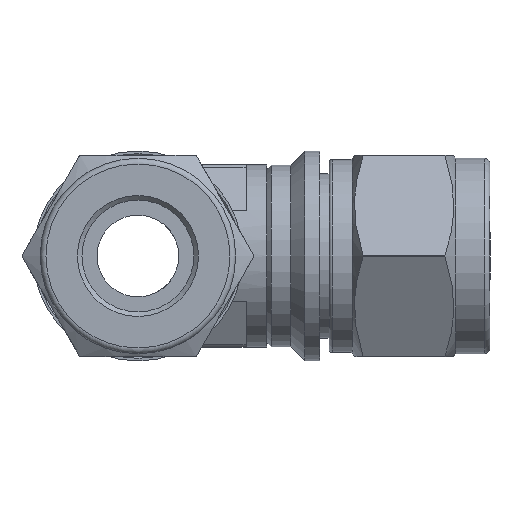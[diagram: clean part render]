
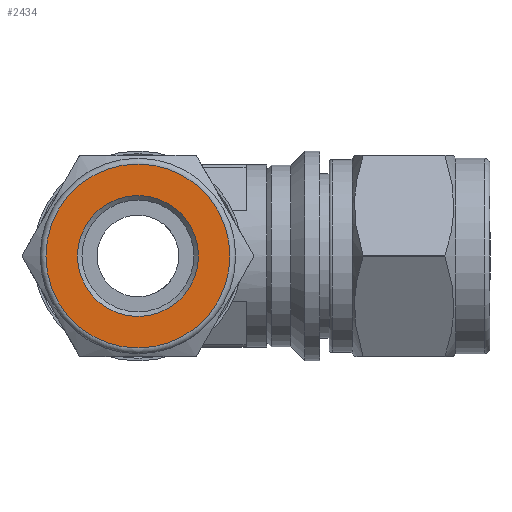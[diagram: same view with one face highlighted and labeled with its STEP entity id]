
A CAD part, left-side view. The second image highlights one B-rep face of the part: STEP entity #2434.
In plain terms, the highlighted planar face has unit normal (-1, 0, 0).
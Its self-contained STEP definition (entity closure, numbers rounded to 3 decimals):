
#62=FACE_BOUND('',#542,.T.);
#205=CIRCLE('',#2668,8.);
#220=CIRCLE('',#2696,5.265);
#374=FACE_OUTER_BOUND('',#541,.T.);
#541=EDGE_LOOP('',(#1901));
#542=EDGE_LOOP('',(#1902));
#1082=VERTEX_POINT('',#4018);
#1095=VERTEX_POINT('',#4068);
#1355=EDGE_CURVE('',#1082,#1082,#205,.T.);
#1379=EDGE_CURVE('',#1095,#1095,#220,.T.);
#1901=ORIENTED_EDGE('',*,*,#1355,.F.);
#1902=ORIENTED_EDGE('',*,*,#1379,.T.);
#2320=PLANE('',#2697);
#2434=ADVANCED_FACE('',(#374,#62),#2320,.T.);
#2668=AXIS2_PLACEMENT_3D('',#4020,#3170,#3171);
#2696=AXIS2_PLACEMENT_3D('',#4070,#3235,#3236);
#2697=AXIS2_PLACEMENT_3D('',#4071,#3237,#3238);
#3170=DIRECTION('center_axis',(1.,0.,0.));
#3171=DIRECTION('ref_axis',(0.,0.,-1.));
#3235=DIRECTION('center_axis',(1.,0.,0.));
#3236=DIRECTION('ref_axis',(0.,0.,-1.));
#3237=DIRECTION('center_axis',(-1.,0.,0.));
#3238=DIRECTION('ref_axis',(0.,0.,1.));
#4018=CARTESIAN_POINT('',(-30.614,0.,8.));
#4020=CARTESIAN_POINT('Origin',(-30.614,0.,
0.));
#4068=CARTESIAN_POINT('',(-30.614,-5.265,0.));
#4070=CARTESIAN_POINT('Origin',(-30.614,0.,
0.));
#4071=CARTESIAN_POINT('Origin',(-30.614,8.,0.));
